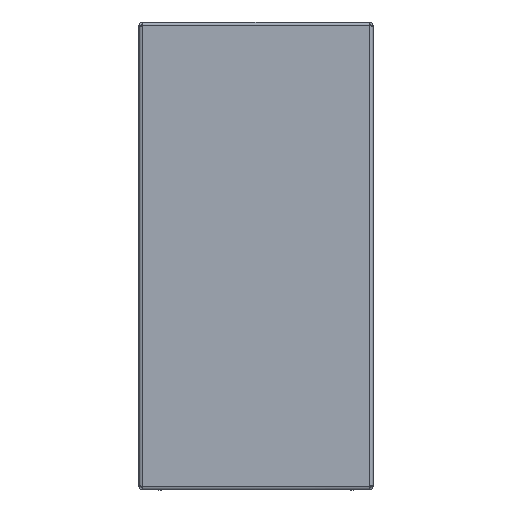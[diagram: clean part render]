
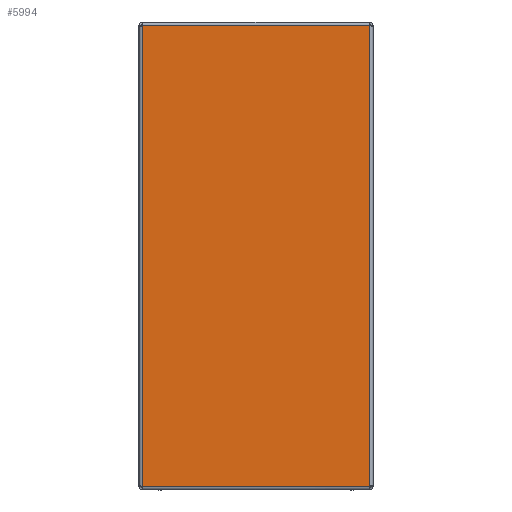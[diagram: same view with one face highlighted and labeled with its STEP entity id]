
A CAD part, front view. The second image highlights one B-rep face of the part: STEP entity #5994.
In plain terms, the highlighted planar face has unit normal (0, -1, 0).
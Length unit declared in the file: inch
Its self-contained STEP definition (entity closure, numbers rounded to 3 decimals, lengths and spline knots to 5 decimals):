
#391 = CARTESIAN_POINT ( 'NONE',  ( -5.83352, 0., -0.99806 ) ) ;
#1142 = VECTOR ( 'NONE', #4868, 39.37008 ) ;
#1167 = CARTESIAN_POINT ( 'NONE',  ( -14.9548, 0., -0.99806 ) ) ;
#1233 = EDGE_CURVE ( 'NONE', #8165, #7050, #2864, .T. ) ;
#1290 = VERTEX_POINT ( 'NONE', #391 ) ;
#1480 = VECTOR ( 'NONE', #3838, 39.37008 ) ;
#2263 = PLANE ( 'NONE',  #3763 ) ;
#2273 = ORIENTED_EDGE ( 'NONE', *, *, #7090, .T. ) ;
#2715 = EDGE_CURVE ( 'NONE', #8718, #8165, #2751, .T. ) ;
#2751 = LINE ( 'NONE', #5563, #1142 ) ;
#2864 = LINE ( 'NONE', #7005, #3671 ) ;
#3446 = EDGE_LOOP ( 'NONE', ( #2273, #8012, #6089, #5769 ) ) ;
#3507 = DIRECTION ( 'NONE',  ( 0., 0., 1. ) ) ;
#3640 = CARTESIAN_POINT ( 'NONE',  ( -14.9548, 0., 0. ) ) ;
#3671 = VECTOR ( 'NONE', #3507, 39.37008 ) ;
#3763 = AXIS2_PLACEMENT_3D ( 'NONE', #3640, #5209, #4516 ) ;
#3838 = DIRECTION ( 'NONE',  ( 0., 0., -1. ) ) ;
#3963 = DIRECTION ( 'NONE',  ( -1., 0., 0. ) ) ;
#4516 = DIRECTION ( 'NONE',  ( 0., 0., -1. ) ) ;
#4651 = LINE ( 'NONE', #1167, #7802 ) ;
#4669 = CARTESIAN_POINT ( 'NONE',  ( -5.83352, 0., 0. ) ) ;
#4868 = DIRECTION ( 'NONE',  ( 1., 0., 0. ) ) ;
#5166 = FACE_OUTER_BOUND ( 'NONE', #3446, .T. ) ;
#5209 = DIRECTION ( 'NONE',  ( 0., -1., 0. ) ) ;
#5563 = CARTESIAN_POINT ( 'NONE',  ( -14.9548, 0., -24.66504 ) ) ;
#5769 = ORIENTED_EDGE ( 'NONE', *, *, #7584, .T. ) ;
#5994 = ADVANCED_FACE ( 'NONE', ( #5166 ), #2263, .T. ) ;
#6089 = ORIENTED_EDGE ( 'NONE', *, *, #1233, .T. ) ;
#7005 = CARTESIAN_POINT ( 'NONE',  ( 5.83352, 0., 0. ) ) ;
#7050 = VERTEX_POINT ( 'NONE', #8663 ) ;
#7090 = EDGE_CURVE ( 'NONE', #1290, #8718, #8213, .T. ) ;
#7286 = CARTESIAN_POINT ( 'NONE',  ( 5.83352, 0., -24.66504 ) ) ;
#7584 = EDGE_CURVE ( 'NONE', #7050, #1290, #4651, .T. ) ;
#7802 = VECTOR ( 'NONE', #3963, 39.37008 ) ;
#8012 = ORIENTED_EDGE ( 'NONE', *, *, #2715, .T. ) ;
#8165 = VERTEX_POINT ( 'NONE', #7286 ) ;
#8213 = LINE ( 'NONE', #4669, #1480 ) ;
#8603 = CARTESIAN_POINT ( 'NONE',  ( -5.83352, 0., -24.66504 ) ) ;
#8663 = CARTESIAN_POINT ( 'NONE',  ( 5.83352, 0., -0.99806 ) ) ;
#8718 = VERTEX_POINT ( 'NONE', #8603 ) ;
